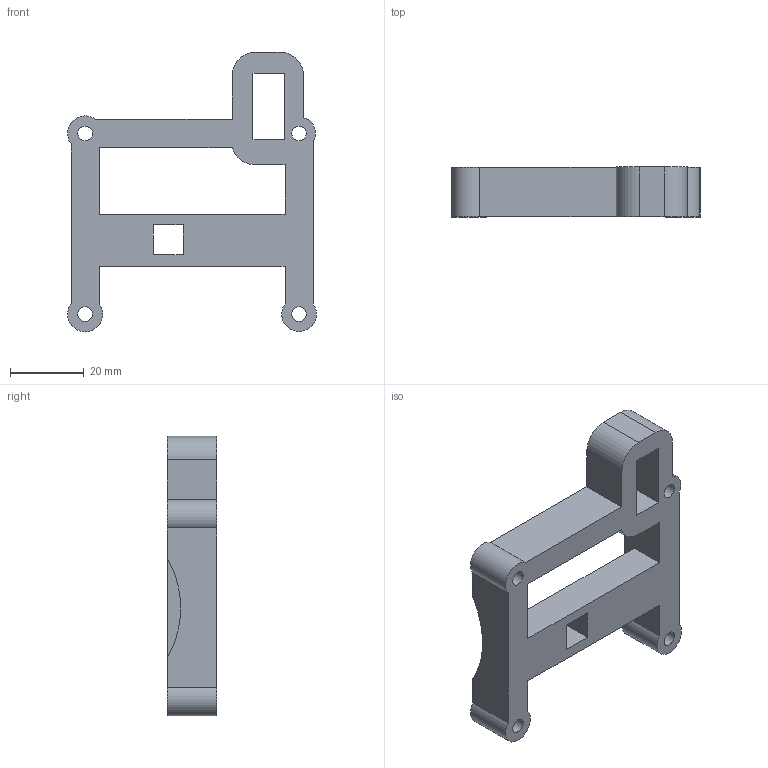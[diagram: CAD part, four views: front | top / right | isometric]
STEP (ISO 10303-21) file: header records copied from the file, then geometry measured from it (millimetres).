
FILE_DESCRIPTION(/* description */ (''),/* implementation_level */ '2;1');
FILE_NAME(/* name */ 'pi-mount.step',/* time_stamp */ '2021-10-24T17:57:08-05:00',/* author */ (''),/* organization */ (''),/* preprocessor_version */ 'ST-DEVELOPER v18.1',/* originating_system */ 'Autodesk Translation Framework v10.10.0.1391',/* authorisation */ '');
FILE_SCHEMA (('AUTOMOTIVE_DESIGN { 1 0 10303 214 3 1 1 }'));
Length unit declared in the file: inch
Products named in the file (2): Extra-components; Pi-Mount-V3
Assembly tree (1 placements, depth 2):
  Extra-components
    Pi-Mount-V3
Bounding box: 67.47 x 13.46 x 75.79 mm (x, y, z)
Volume: 25448.7 mm3; surface area: 11481.3 mm2
Topology: 1 solids, 1 shells, 36 faces, 105 edges, 70 vertices
Faces by surface type: plane 24, cylinder 12
Full cylindrical faces by diameter (mm): 3.969 x4
Entity records: 1283 total; most frequent: CARTESIAN_POINT 214, ORIENTED_EDGE 210, DIRECTION 207, EDGE_CURVE 105, LINE 81, VECTOR 81, VERTEX_POINT 70, AXIS2_PLACEMENT_3D 63
